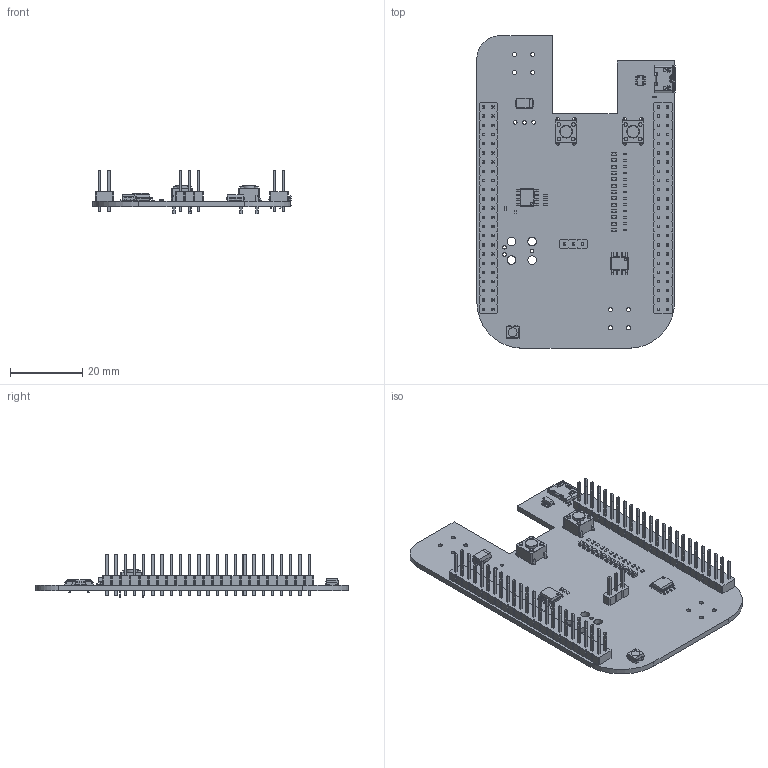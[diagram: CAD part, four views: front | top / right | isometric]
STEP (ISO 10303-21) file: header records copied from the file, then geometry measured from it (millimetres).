
FILE_DESCRIPTION(('KiCad electronic assembly'),'2;1');
FILE_NAME('com4bbb-3D_.step','2025-11-20T17:42:40',('Pcbnew'),('Kicad'), 'Open CASCADE STEP processor 7.6','KiCad to STEP converter','Unknown' );
FILE_SCHEMA(('AUTOMOTIVE_DESIGN { 1 0 10303 214 1 1 1 1 }'));
Length unit declared in the file: millimetre
Products named in the file (14): com4bbb-3D_ 1; PinHeader_2x23_P2.54mm_Vertical; C_0402_1005Metric; R_0402_1005Metric; SW_PUSH_6mm; SOIC-8_3.9x4.9mm_P1.27mm; LED_0603_1608Metric; D_SMA; SOT-23-6; LED_SK6812MINI_PLCC4_3.5x3.5mm_P1.75mm; L_0402_1005Metric; USB_Micro-B_Amphenol_10103594-0001LF_Horizontal; PinHeader_1x03_P2.54mm_Vertical; kibot_pvjhf_ec_PCB
Assembly tree (44 placements, depth 2):
  com4bbb-3D_ 1
    PinHeader_2x23_P2.54mm_Vertical  x2
    C_0402_1005Metric
    R_0402_1005Metric  x17
    SW_PUSH_6mm  x2
    SOIC-8_3.9x4.9mm_P1.27mm  x2
    LED_0603_1608Metric  x13
    D_SMA
    SOT-23-6
    LED_SK6812MINI_PLCC4_3.5x3.5mm_P1.75mm
    L_0402_1005Metric
    USB_Micro-B_Amphenol_10103594-0001LF_Horizontal
    PinHeader_1x03_P2.54mm_Vertical
    kibot_pvjhf_ec_PCB
Bounding box: 54.79 x 86.36 x 12.04 mm (x, y, z)
Volume: 8434.1 mm3; surface area: 14343.5 mm2
Topology: 45 solids, 45 shells, 4765 faces, 12076 edges, 7647 vertices
Faces by surface type: plane 3845, cylinder 730, bspline 184, sphere 4, torus 2
Full cylindrical faces by diameter (mm): 0.991 x3, 1 x106, 1.1 x8, 1.15 x8, 2.375 x4, 3.5 x2
Entity records: 77851 total; most frequent: CARTESIAN_POINT 16359, ORIENTED_EDGE 12915, DIRECTION 11784, EDGE_CURVE 6458, LINE 5256, VECTOR 5256, VERTEX_POINT 4099, AXIS2_PLACEMENT_3D 3264
